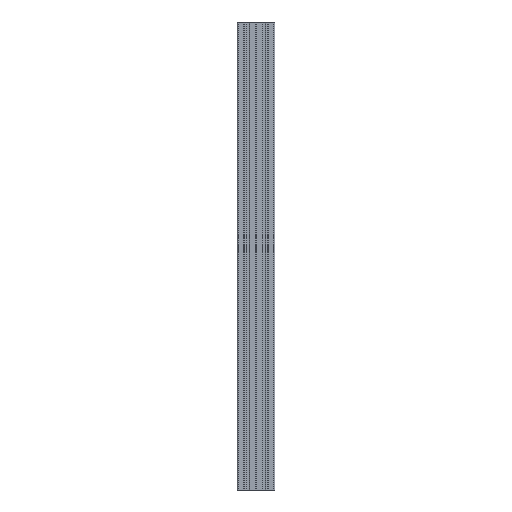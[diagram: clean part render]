
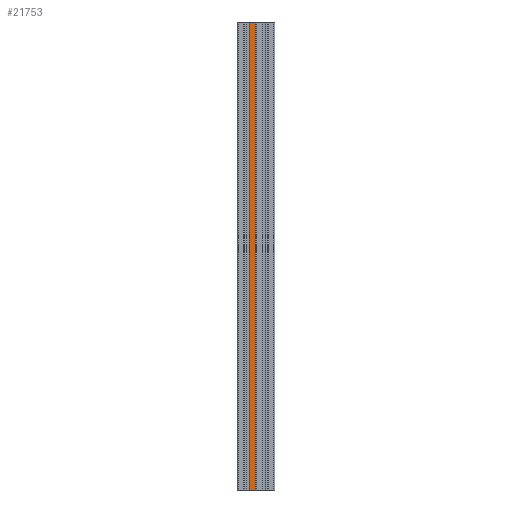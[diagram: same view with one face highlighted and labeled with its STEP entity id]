
A CAD part, left-side view. The second image highlights one B-rep face of the part: STEP entity #21753.
In plain terms, the highlighted planar face has unit normal (-1, 0, 0).
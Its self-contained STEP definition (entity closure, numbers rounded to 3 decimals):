
#831 = AXIS2_PLACEMENT_3D ( 'NONE', #23598, #4064, #21452 ) ;
#1887 = ORIENTED_EDGE ( 'NONE', *, *, #10927, .F. ) ;
#3569 = EDGE_CURVE ( 'NONE', #6309, #7296, #27170, .T. ) ;
#4064 = DIRECTION ( 'NONE',  ( -1., 0., 0. ) ) ;
#5078 = CARTESIAN_POINT ( 'NONE',  ( -20., -5.1, -1000. ) ) ;
#5105 = VECTOR ( 'NONE', #18037, 1000. ) ;
#5315 = VECTOR ( 'NONE', #6932, 1000. ) ;
#5786 = DIRECTION ( 'NONE',  ( 0., 0., -1. ) ) ;
#6220 = PLANE ( 'NONE',  #831 ) ;
#6309 = VERTEX_POINT ( 'NONE', #22613 ) ;
#6932 = DIRECTION ( 'NONE',  ( 0., 1., 0. ) ) ;
#7296 = VERTEX_POINT ( 'NONE', #21212 ) ;
#7800 = CARTESIAN_POINT ( 'NONE',  ( -20., -6.325, 0. ) ) ;
#8911 = VECTOR ( 'NONE', #22638, 1000. ) ;
#8971 = LINE ( 'NONE', #5078, #5105 ) ;
#10927 = EDGE_CURVE ( 'NONE', #7296, #21193, #8971, .T. ) ;
#12929 = CARTESIAN_POINT ( 'NONE',  ( -20., -6.325, 0. ) ) ;
#13117 = EDGE_LOOP ( 'NONE', ( #16511, #19068, #1887, #24265 ) ) ;
#15267 = EDGE_CURVE ( 'NONE', #21193, #17132, #23061, .T. ) ;
#16511 = ORIENTED_EDGE ( 'NONE', *, *, #20226, .T. ) ;
#17132 = VERTEX_POINT ( 'NONE', #12929 ) ;
#18037 = DIRECTION ( 'NONE',  ( 0., 1., 0. ) ) ;
#19068 = ORIENTED_EDGE ( 'NONE', *, *, #15267, .F. ) ;
#20226 = EDGE_CURVE ( 'NONE', #6309, #17132, #21774, .T. ) ;
#20906 = FACE_OUTER_BOUND ( 'NONE', #13117, .T. ) ;
#21193 = VERTEX_POINT ( 'NONE', #22278 ) ;
#21212 = CARTESIAN_POINT ( 'NONE',  ( -20., -19.662, -1000. ) ) ;
#21452 = DIRECTION ( 'NONE',  ( 0., 1., 0. ) ) ;
#21753 = ADVANCED_FACE ( 'NONE', ( #20906 ), #6220, .T. ) ;
#21774 = LINE ( 'NONE', #22055, #5315 ) ;
#22055 = CARTESIAN_POINT ( 'NONE',  ( -20., -5.1, 0. ) ) ;
#22278 = CARTESIAN_POINT ( 'NONE',  ( -20., -6.325, -1000. ) ) ;
#22613 = CARTESIAN_POINT ( 'NONE',  ( -20., -19.662, 0. ) ) ;
#22638 = DIRECTION ( 'NONE',  ( 0., 0., 1. ) ) ;
#23061 = LINE ( 'NONE', #7800, #8911 ) ;
#23598 = CARTESIAN_POINT ( 'NONE',  ( -20., -5.1, -1028.284 ) ) ;
#24265 = ORIENTED_EDGE ( 'NONE', *, *, #3569, .F. ) ;
#26636 = VECTOR ( 'NONE', #5786, 1000. ) ;
#27170 = LINE ( 'NONE', #27440, #26636 ) ;
#27440 = CARTESIAN_POINT ( 'NONE',  ( -20., -19.662, -1000. ) ) ;
